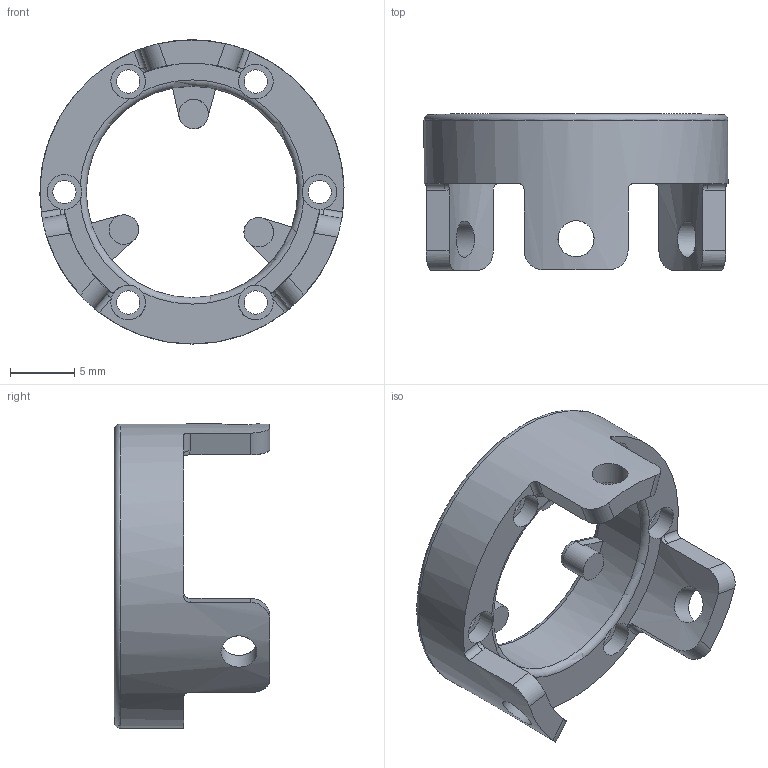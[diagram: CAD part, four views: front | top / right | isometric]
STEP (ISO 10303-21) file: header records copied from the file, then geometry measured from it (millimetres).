
FILE_DESCRIPTION (( 'STEP AP203' ), '1' );
FILE_NAME ('camera_holder.STEP', '2024-09-16T16:02:57', ( '' ), ( '' ), 'SwSTEP 2.0', 'SolidWorks 2022', '' );
FILE_SCHEMA (( 'CONFIG_CONTROL_DESIGN' ));
Length unit declared in the file: millimetre
Products named in the file (1): camera_holder
Bounding box: 23.59 x 12.09 x 23.6 mm (x, y, z)
Volume: 1383.2 mm3; surface area: 1729.4 mm2
Topology: 1 solids, 1 shells, 95 faces, 269 edges, 169 vertices
Faces by surface type: cylinder 41, plane 34, torus 14, bspline 6
Full cylindrical faces by diameter (mm): 1.8 x6, 2.287 x3, 2.7 x6, 2.8 x3, 16.4 x1, 23.6 x1
Entity records: 3491 total; most frequent: CARTESIAN_POINT 1208, DIRECTION 450, ORIENTED_EDGE 444, EDGE_CURVE 222, AXIS2_PLACEMENT_3D 192, VERTEX_POINT 150, EDGE_LOOP 136, FACE_OUTER_BOUND 123
